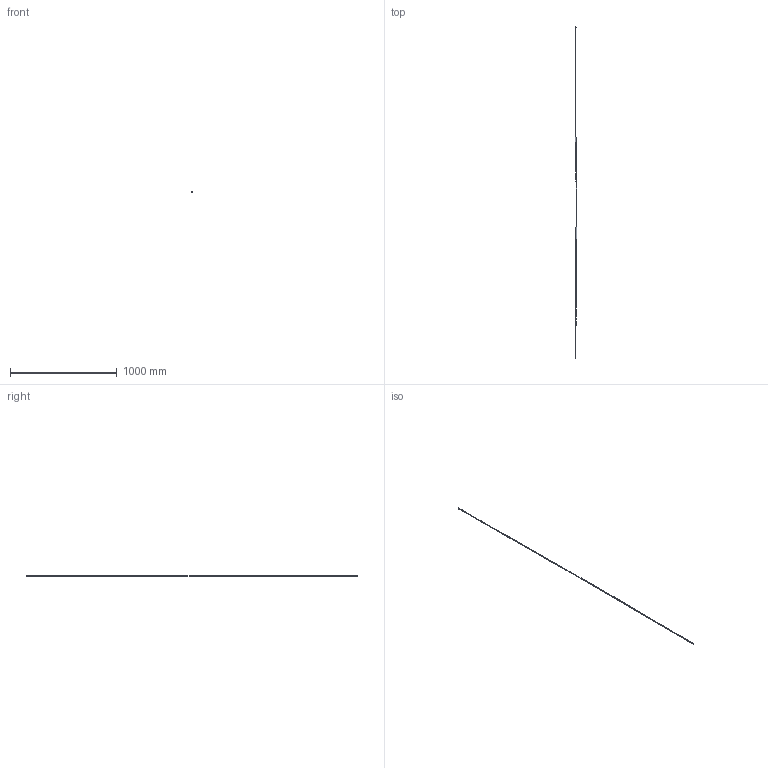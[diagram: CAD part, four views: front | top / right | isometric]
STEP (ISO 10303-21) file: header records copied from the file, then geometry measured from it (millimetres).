
FILE_DESCRIPTION (( 'STEP AP214' ), '1' );
FILE_NAME ('KRR-RA3.STEP', '2022-05-03T08:14:51', ( '' ), ( '' ), 'SwSTEP 2.0', 'SolidWorks 2020', '' );
FILE_SCHEMA (( 'AUTOMOTIVE_DESIGN' ));
Length unit declared in the file: millimetre
Products named in the file (4): EP0473-MALE CONNECTOR 4W; EP0475-CABLE 4 x 0.5MM²-3000; EP0474-FEMALE CONNECTOR 4 W; KRR-RA3
Assembly tree (3 placements, depth 2):
  KRR-RA3
    EP0474-FEMALE CONNECTOR 4 W
    EP0475-CABLE 4 x 0.5MM²-3000
    EP0473-MALE CONNECTOR 4W
Bounding box: 16.4 x 3110.89 x 10.85 mm (x, y, z)
Volume: 60682.1 mm3; surface area: 50164 mm2
Topology: 5 solids, 5 shells, 196 faces, 492 edges, 328 vertices
Faces by surface type: plane 165, bspline 18, cylinder 13
Entity records: 7554 total; most frequent: CARTESIAN_POINT 2498, ORIENTED_EDGE 984, DIRECTION 888, EDGE_CURVE 492, LINE 412, VECTOR 412, VERTEX_POINT 328, AXIS2_PLACEMENT_3D 238
